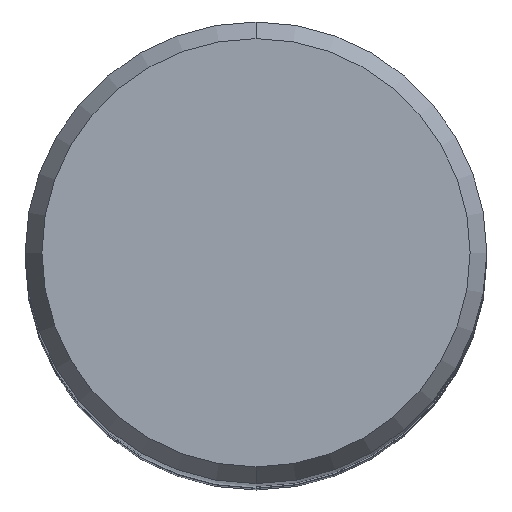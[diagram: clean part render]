
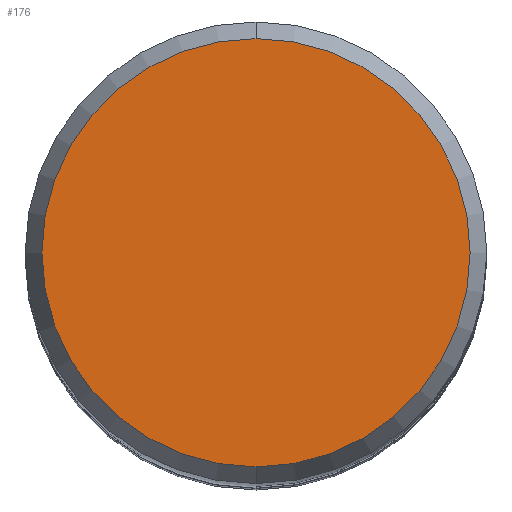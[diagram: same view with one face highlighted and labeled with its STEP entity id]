
A CAD part, top view. The second image highlights one B-rep face of the part: STEP entity #176.
In plain terms, the highlighted planar face has unit normal (0, 0, 1).
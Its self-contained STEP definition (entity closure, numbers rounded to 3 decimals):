
#144=EDGE_CURVE('',#220,#238,#319,.T.);
#176=ADVANCED_FACE('',(#355),#356,.T.);
#194=EDGE_CURVE('',#238,#220,#377,.T.);
#220=VERTEX_POINT('',#407);
#238=VERTEX_POINT('',#429);
#319=CIRCLE('',#521,5.892);
#355=FACE_OUTER_BOUND('',#564,.T.);
#356=PLANE('',#565);
#377=CIRCLE('',#587,5.892);
#407=CARTESIAN_POINT('',(0.0,5.892,0.01));
#429=CARTESIAN_POINT('',(0.,-5.892,0.01));
#521=AXIS2_PLACEMENT_3D('',#729,#730,#731);
#564=EDGE_LOOP('',(#777,#778));
#565=AXIS2_PLACEMENT_3D('',#779,#780,#781);
#587=AXIS2_PLACEMENT_3D('',#810,#811,#812);
#729=CARTESIAN_POINT('',(0.0,0.0,0.01));
#730=DIRECTION('',(0.0,0.0,-1.0));
#731=DIRECTION('',(0.0,1.0,0.0));
#777=ORIENTED_EDGE('',*,*,#144,.F.);
#778=ORIENTED_EDGE('',*,*,#194,.F.);
#779=CARTESIAN_POINT('',(0.0,2.946,0.01));
#780=DIRECTION('',(-0.0,0.0,1.0));
#781=DIRECTION('',(0.0,-1.0,0.0));
#810=CARTESIAN_POINT('',(0.0,0.0,0.01));
#811=DIRECTION('',(0.0,0.0,-1.0));
#812=DIRECTION('',(0.0,1.0,0.0));
